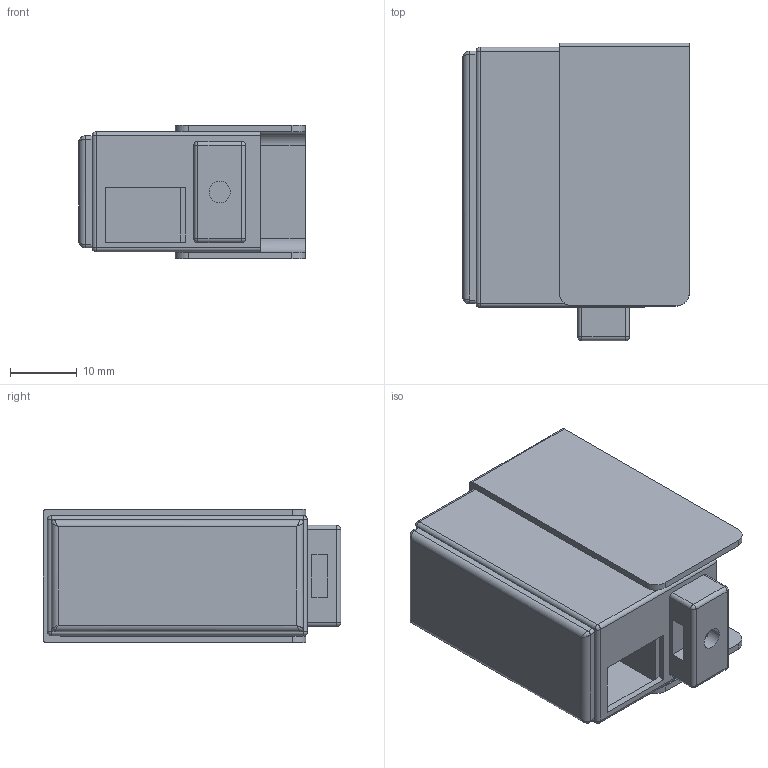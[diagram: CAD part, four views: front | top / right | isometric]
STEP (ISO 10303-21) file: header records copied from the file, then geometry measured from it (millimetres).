
FILE_DESCRIPTION(/* description */ (''),/* implementation_level */ '2;1');
FILE_NAME(/* name */ 'Combined AOA 5mm LED v13.step',/* time_stamp */ '2021-10-11T05:13:36+10:00',/* author */ (''),/* organization */ (''),/* preprocessor_version */ 'ST-DEVELOPER v18.1',/* originating_system */ 'Autodesk Translation Framework v10.10.0.1391',/* authorisation */ '');
FILE_SCHEMA (('AUTOMOTIVE_DESIGN { 1 0 10303 214 3 1 1 }'));
Length unit declared in the file: millimetre
Products named in the file (3): Combined AOA 5mm LED; AOA Front Assembly; Rear Cover
Assembly tree (2 placements, depth 2):
  Combined AOA 5mm LED
    AOA Front Assembly
    Rear Cover
Bounding box: 33.99 x 44.62 x 20 mm (x, y, z)
Volume: 10371 mm3; surface area: 11471.7 mm2
Topology: 2 solids, 2 shells, 152 faces, 371 edges, 230 vertices
Faces by surface type: plane 84, cylinder 46, sphere 8, cone 6, torus 4, bspline 4
Full cylindrical faces by diameter (mm): 3.2 x2, 5.3 x3, 12 x1
Entity records: 4593 total; most frequent: CARTESIAN_POINT 887, DIRECTION 770, ORIENTED_EDGE 734, EDGE_CURVE 367, AXIS2_PLACEMENT_3D 257, LINE 256, VECTOR 256, VERTEX_POINT 230
